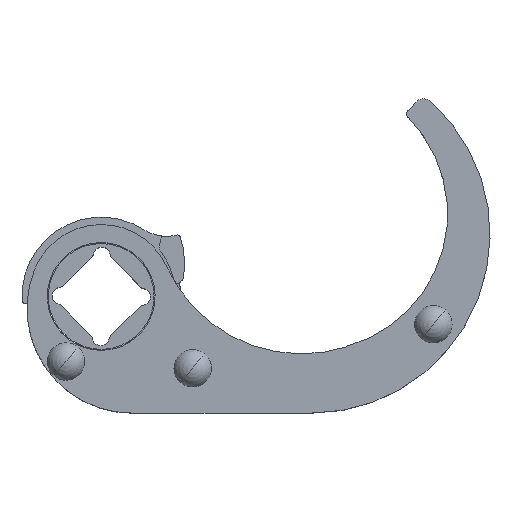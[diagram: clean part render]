
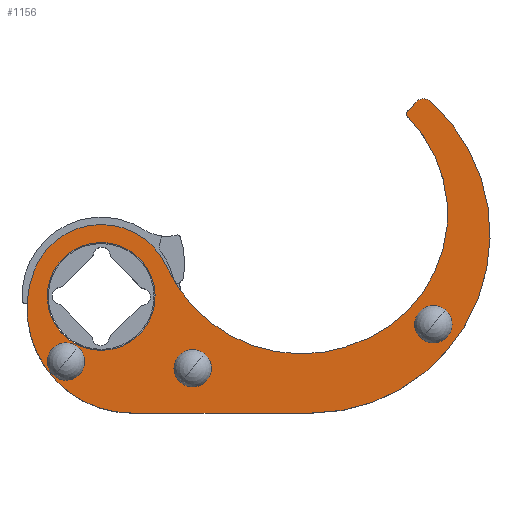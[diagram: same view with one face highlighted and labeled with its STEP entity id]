
A CAD part, top view. The second image highlights one B-rep face of the part: STEP entity #1156.
In plain terms, the highlighted planar face has unit normal (0, 0, 1).
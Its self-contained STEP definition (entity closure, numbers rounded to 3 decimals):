
#86=AXIS2_PLACEMENT_3D('Circle Axis2P3D',#84,#85,$) ;
#181=AXIS2_PLACEMENT_3D('Circle Axis2P3D',#179,#180,$) ;
#244=AXIS2_PLACEMENT_3D('Circle Axis2P3D',#242,#243,$) ;
#262=AXIS2_PLACEMENT_3D('Circle Axis2P3D',#260,#261,$) ;
#306=AXIS2_PLACEMENT_3D('Circle Axis2P3D',#304,#305,$) ;
#996=AXIS2_PLACEMENT_3D('Circle Axis2P3D',#994,#995,$) ;
#1046=AXIS2_PLACEMENT_3D('Circle Axis2P3D',#1044,#1045,$) ;
#1074=AXIS2_PLACEMENT_3D('Plane Axis2P3D',#1071,#1072,#1073) ;
#1078=AXIS2_PLACEMENT_3D('Circle Axis2P3D',#1076,#1077,$) ;
#1083=AXIS2_PLACEMENT_3D('Circle Axis2P3D',#1081,#1082,$) ;
#1100=AXIS2_PLACEMENT_3D('Circle Axis2P3D',#1098,#1099,$) ;
#1109=AXIS2_PLACEMENT_3D('Circle Axis2P3D',#1107,#1108,$) ;
#1118=AXIS2_PLACEMENT_3D('Circle Axis2P3D',#1116,#1117,$) ;
#1127=AXIS2_PLACEMENT_3D('Circle Axis2P3D',#1125,#1126,$) ;
#1140=AXIS2_PLACEMENT_3D('Circle Axis2P3D',#1138,#1139,$) ;
#1149=AXIS2_PLACEMENT_3D('Circle Axis2P3D',#1147,#1148,$) ;
#42=CARTESIAN_POINT('Vertex',(10.386,0.,8.2)) ;
#56=CARTESIAN_POINT('Vertex',(27.386,0.,8.2)) ;
#59=CARTESIAN_POINT('Line Origine',(18.886,0.,8.2)) ;
#84=CARTESIAN_POINT('Axis2P3D Location',(10.386,9.9,8.2)) ;
#88=CARTESIAN_POINT('Vertex',(1.17,13.517,8.2)) ;
#176=CARTESIAN_POINT('Vertex',(13.697,13.834,8.2)) ;
#179=CARTESIAN_POINT('Axis2P3D Location',(26.454,19.6,8.2)) ;
#183=CARTESIAN_POINT('Vertex',(30.714,6.264,8.2)) ;
#242=CARTESIAN_POINT('Axis2P3D Location',(7.5,11.033,8.2)) ;
#260=CARTESIAN_POINT('Axis2P3D Location',(7.5,11.033,8.2)) ;
#264=CARTESIAN_POINT('Vertex',(5.625,15.776,8.2)) ;
#266=CARTESIAN_POINT('Vertex',(9.375,6.29,8.2)) ;
#304=CARTESIAN_POINT('Axis2P3D Location',(7.5,11.033,8.2)) ;
#939=CARTESIAN_POINT('Line Origine',(30.726,6.291,8.2)) ;
#943=CARTESIAN_POINT('Vertex',(30.738,6.317,8.2)) ;
#977=CARTESIAN_POINT('Vertex',(38.662,29.471,8.2)) ;
#991=CARTESIAN_POINT('Vertex',(37.269,29.414,8.2)) ;
#994=CARTESIAN_POINT('Axis2P3D Location',(37.995,28.726,8.2)) ;
#1016=CARTESIAN_POINT('Vertex',(36.537,28.641,8.2)) ;
#1021=CARTESIAN_POINT('Line Origine',(36.903,29.028,8.2)) ;
#1044=CARTESIAN_POINT('Axis2P3D Location',(36.9,28.297,8.2)) ;
#1048=CARTESIAN_POINT('Vertex',(36.543,27.947,8.2)) ;
#1071=CARTESIAN_POINT('Axis2P3D Location',(27.262,18.844,8.2)) ;
#1076=CARTESIAN_POINT('Axis2P3D Location',(27.386,16.893,8.2)) ;
#1081=CARTESIAN_POINT('Axis2P3D Location',(27.262,18.844,8.2)) ;
#1098=CARTESIAN_POINT('Axis2P3D Location',(4.167,4.877,8.2)) ;
#1102=CARTESIAN_POINT('Vertex',(3.037,3.52,8.2)) ;
#1104=CARTESIAN_POINT('Vertex',(5.298,6.234,8.2)) ;
#1107=CARTESIAN_POINT('Axis2P3D Location',(4.167,4.877,8.2)) ;
#1116=CARTESIAN_POINT('Axis2P3D Location',(16.149,4.236,8.2)) ;
#1120=CARTESIAN_POINT('Vertex',(15.019,2.879,8.2)) ;
#1122=CARTESIAN_POINT('Vertex',(17.28,5.594,8.2)) ;
#1125=CARTESIAN_POINT('Axis2P3D Location',(16.149,4.236,8.2)) ;
#1138=CARTESIAN_POINT('Axis2P3D Location',(38.919,8.398,8.2)) ;
#1142=CARTESIAN_POINT('Vertex',(37.788,7.04,8.2)) ;
#1144=CARTESIAN_POINT('Vertex',(40.049,9.755,8.2)) ;
#1147=CARTESIAN_POINT('Axis2P3D Location',(38.919,8.398,8.2)) ;
#60=DIRECTION('Vector Direction',(-1.,0.,0.)) ;
#85=DIRECTION('Axis2P3D Direction',(-0.,0.,1.)) ;
#180=DIRECTION('Axis2P3D Direction',(-0.,0.,1.)) ;
#243=DIRECTION('Axis2P3D Direction',(-0.,0.,1.)) ;
#261=DIRECTION('Axis2P3D Direction',(-0.,0.,1.)) ;
#305=DIRECTION('Axis2P3D Direction',(-0.,0.,1.)) ;
#940=DIRECTION('Vector Direction',(0.405,0.914,0.)) ;
#995=DIRECTION('Axis2P3D Direction',(0.,0.,1.)) ;
#1022=DIRECTION('Vector Direction',(0.687,0.726,0.)) ;
#1045=DIRECTION('Axis2P3D Direction',(-0.,0.,1.)) ;
#1072=DIRECTION('Axis2P3D Direction',(-0.,0.,1.)) ;
#1073=DIRECTION('Axis2P3D XDirection',(0.368,-0.93,0.)) ;
#1077=DIRECTION('Axis2P3D Direction',(-0.,0.,1.)) ;
#1082=DIRECTION('Axis2P3D Direction',(-0.,0.,1.)) ;
#1099=DIRECTION('Axis2P3D Direction',(-0.,0.,1.)) ;
#1108=DIRECTION('Axis2P3D Direction',(-0.,0.,1.)) ;
#1117=DIRECTION('Axis2P3D Direction',(-0.,0.,1.)) ;
#1126=DIRECTION('Axis2P3D Direction',(-0.,0.,1.)) ;
#1139=DIRECTION('Axis2P3D Direction',(-0.,0.,1.)) ;
#1148=DIRECTION('Axis2P3D Direction',(-0.,0.,1.)) ;
#61=VECTOR('Line Direction',#60,1.) ;
#941=VECTOR('Line Direction',#940,1.) ;
#1023=VECTOR('Line Direction',#1022,1.) ;
#1087=ORIENTED_EDGE('',*,*,#1080,.T.) ;
#1088=ORIENTED_EDGE('',*,*,#998,.T.) ;
#1089=ORIENTED_EDGE('',*,*,#1025,.T.) ;
#1090=ORIENTED_EDGE('',*,*,#1050,.T.) ;
#1091=ORIENTED_EDGE('',*,*,#1085,.T.) ;
#1092=ORIENTED_EDGE('',*,*,#945,.T.) ;
#1093=ORIENTED_EDGE('',*,*,#185,.T.) ;
#1094=ORIENTED_EDGE('',*,*,#246,.T.) ;
#1095=ORIENTED_EDGE('',*,*,#90,.T.) ;
#1096=ORIENTED_EDGE('',*,*,#63,.T.) ;
#1113=ORIENTED_EDGE('',*,*,#1106,.F.) ;
#1114=ORIENTED_EDGE('',*,*,#1111,.F.) ;
#1131=ORIENTED_EDGE('',*,*,#1124,.F.) ;
#1132=ORIENTED_EDGE('',*,*,#1129,.F.) ;
#1135=ORIENTED_EDGE('',*,*,#308,.F.) ;
#1136=ORIENTED_EDGE('',*,*,#268,.F.) ;
#1153=ORIENTED_EDGE('',*,*,#1146,.F.) ;
#1154=ORIENTED_EDGE('',*,*,#1151,.F.) ;
#1115=FACE_BOUND('',#1112,.T.) ;
#1133=FACE_BOUND('',#1130,.T.) ;
#1137=FACE_BOUND('',#1134,.T.) ;
#1155=FACE_BOUND('',#1152,.T.) ;
#1156=ADVANCED_FACE('Hauptk\X2\00F6\X0\rper',(#1097,#1115,#1133,#1137,#1155),#1075,.T.) ;
#87=CIRCLE('generated circle',#86,9.9) ;
#182=CIRCLE('generated circle',#181,14.) ;
#245=CIRCLE('generated circle',#244,6.8) ;
#263=CIRCLE('generated circle',#262,5.1) ;
#307=CIRCLE('generated circle',#306,5.1) ;
#997=CIRCLE('generated circle',#996,1.) ;
#1047=CIRCLE('generated circle',#1046,0.5) ;
#1079=CIRCLE('generated circle',#1078,16.893) ;
#1084=CIRCLE('generated circle',#1083,13.) ;
#1101=CIRCLE('generated circle',#1100,1.766) ;
#1110=CIRCLE('generated circle',#1109,1.766) ;
#1119=CIRCLE('generated circle',#1118,1.766) ;
#1128=CIRCLE('generated circle',#1127,1.766) ;
#1141=CIRCLE('generated circle',#1140,1.766) ;
#1150=CIRCLE('generated circle',#1149,1.766) ;
#63=EDGE_CURVE('',#43,#57,#62,.F.) ;
#90=EDGE_CURVE('',#89,#43,#87,.T.) ;
#185=EDGE_CURVE('',#184,#177,#182,.F.) ;
#246=EDGE_CURVE('',#177,#89,#245,.T.) ;
#268=EDGE_CURVE('',#265,#267,#263,.T.) ;
#308=EDGE_CURVE('',#267,#265,#307,.T.) ;
#945=EDGE_CURVE('',#944,#184,#942,.F.) ;
#998=EDGE_CURVE('',#978,#992,#997,.T.) ;
#1025=EDGE_CURVE('',#992,#1017,#1024,.F.) ;
#1050=EDGE_CURVE('',#1017,#1049,#1047,.T.) ;
#1080=EDGE_CURVE('',#57,#978,#1079,.T.) ;
#1085=EDGE_CURVE('',#1049,#944,#1084,.F.) ;
#1106=EDGE_CURVE('',#1103,#1105,#1101,.T.) ;
#1111=EDGE_CURVE('',#1105,#1103,#1110,.T.) ;
#1124=EDGE_CURVE('',#1121,#1123,#1119,.T.) ;
#1129=EDGE_CURVE('',#1123,#1121,#1128,.T.) ;
#1146=EDGE_CURVE('',#1143,#1145,#1141,.T.) ;
#1151=EDGE_CURVE('',#1145,#1143,#1150,.T.) ;
#1086=EDGE_LOOP('',(#1087,#1088,#1089,#1090,#1091,#1092,#1093,#1094,#1095,#1096)) ;
#1112=EDGE_LOOP('',(#1113,#1114)) ;
#1130=EDGE_LOOP('',(#1131,#1132)) ;
#1134=EDGE_LOOP('',(#1135,#1136)) ;
#1152=EDGE_LOOP('',(#1153,#1154)) ;
#1097=FACE_OUTER_BOUND('',#1086,.T.) ;
#62=LINE('Line',#59,#61) ;
#942=LINE('Line',#939,#941) ;
#1024=LINE('Line',#1021,#1023) ;
#1075=PLANE('',#1074) ;
#43=VERTEX_POINT('',#42) ;
#57=VERTEX_POINT('',#56) ;
#89=VERTEX_POINT('',#88) ;
#177=VERTEX_POINT('',#176) ;
#184=VERTEX_POINT('',#183) ;
#265=VERTEX_POINT('',#264) ;
#267=VERTEX_POINT('',#266) ;
#944=VERTEX_POINT('',#943) ;
#978=VERTEX_POINT('',#977) ;
#992=VERTEX_POINT('',#991) ;
#1017=VERTEX_POINT('',#1016) ;
#1049=VERTEX_POINT('',#1048) ;
#1103=VERTEX_POINT('',#1102) ;
#1105=VERTEX_POINT('',#1104) ;
#1121=VERTEX_POINT('',#1120) ;
#1123=VERTEX_POINT('',#1122) ;
#1143=VERTEX_POINT('',#1142) ;
#1145=VERTEX_POINT('',#1144) ;
